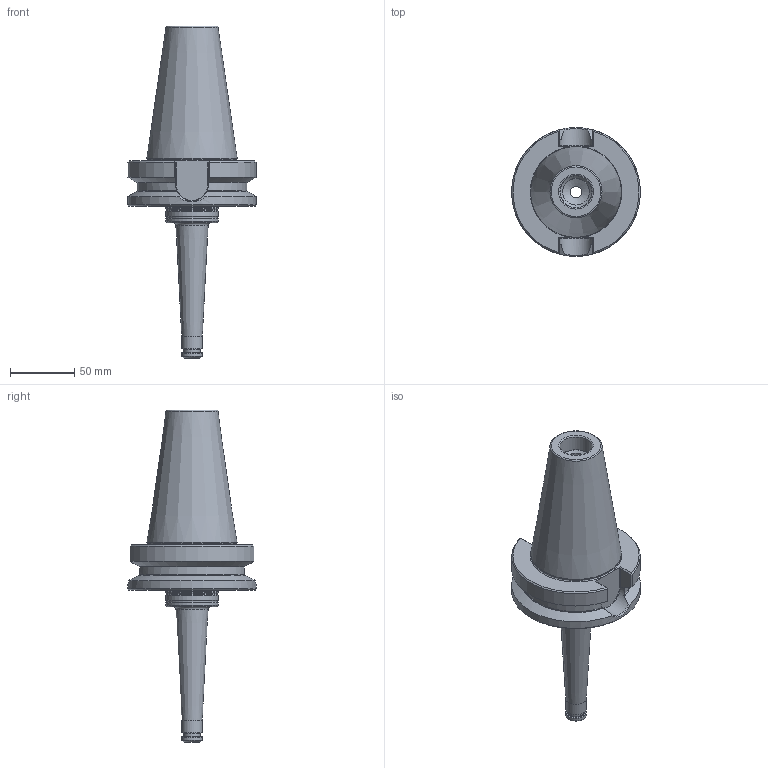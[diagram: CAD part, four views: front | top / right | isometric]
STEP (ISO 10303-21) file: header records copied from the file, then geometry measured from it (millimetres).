
FILE_DESCRIPTION(/* description */ (''),/* implementation_level */ '2;1');
FILE_NAME(/* name */ '415071080.stp',/* time_stamp */ '2021-01-08T12:33:37',/* author */ ('LRA'),/* organization */ ('REGO-FIX'),/* preprocessor_version */ ' Unknown',/* originating_system */ 'SIEMENS PLM Software Solid Edge ST10',/* authorization */ 'Unknown');
FILE_SCHEMA (('AUTOMOTIVE_DESIGN { 1 0 10303 214 2 1 1}'));
Length unit declared in the file: millimetre
Products named in the file (1): NOCUT
Bounding box: 100 x 100 x 257.8 mm (x, y, z)
Volume: 483961.2 mm3; surface area: 65185.6 mm2
Topology: 1 solids, 1 shells, 97 faces, 230 edges, 141 vertices
Faces by surface type: plane 32, cone 24, cylinder 22, torus 17, bspline 2
Full cylindrical faces by diameter (mm): 9 x1, 10 x1, 13 x1, 16 x2, 20.752 x2, 25 x1, 40.5 x3, 100 x1
Entity records: 3344 total; most frequent: CARTESIAN_POINT 641, DIRECTION 418, ORIENTED_EDGE 360, AXIS2_PLACEMENT_3D 181, EDGE_CURVE 180, EDGE_LOOP 146, FACE_BOUND 146, VERTEX_POINT 132
